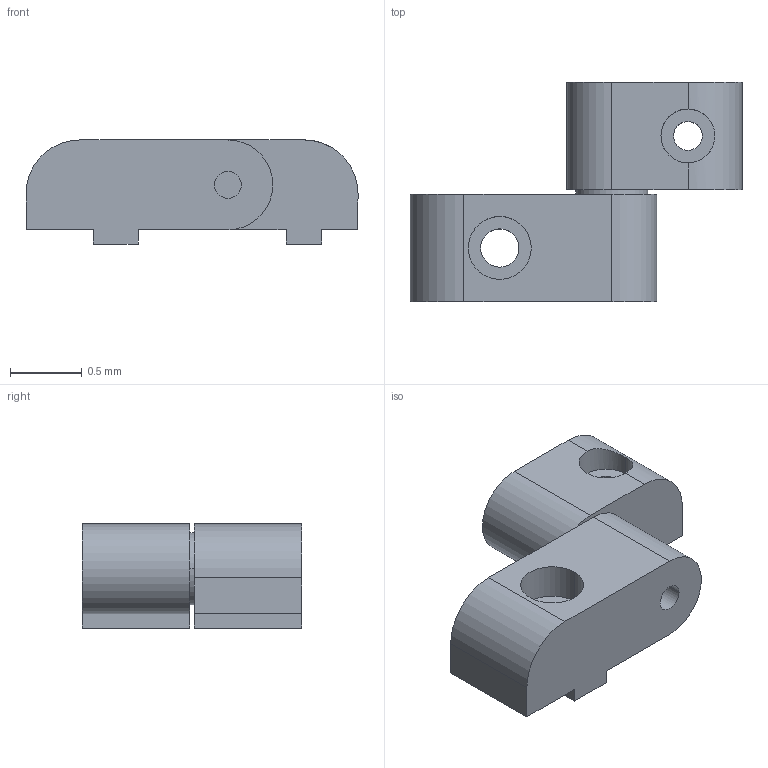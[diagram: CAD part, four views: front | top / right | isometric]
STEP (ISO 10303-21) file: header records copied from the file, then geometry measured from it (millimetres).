
FILE_DESCRIPTION((''),'2;1');
FILE_NAME('13HI8101.stp','2015-07-15T09:13:24',(''),(''),'Mechanical Desktop 2011','Mechanical Desktop 2011',', , ');
FILE_SCHEMA(('CONFIG_CONTROL_DESIGN'));
Length unit declared in the file: millimetre
Products named in the file (1): Product
Bounding box: 2.31 x 1.53 x 0.72 mm (x, y, z)
Volume: 1.2 mm3; surface area: 15.2 mm2
Topology: 6 solids, 6 shells, 63 faces, 146 edges, 97 vertices
Faces by surface type: cylinder 32, plane 29, cone 2
Entity records: 1944 total; most frequent: DIRECTION 339, CARTESIAN_POINT 324, ORIENTED_EDGE 290, EDGE_CURVE 145, AXIS2_PLACEMENT_3D 131, VERTEX_POINT 96, EDGE_LOOP 79, VECTOR 77
